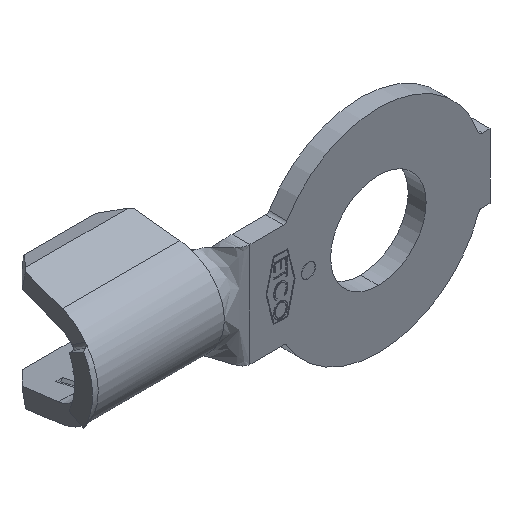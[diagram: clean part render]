
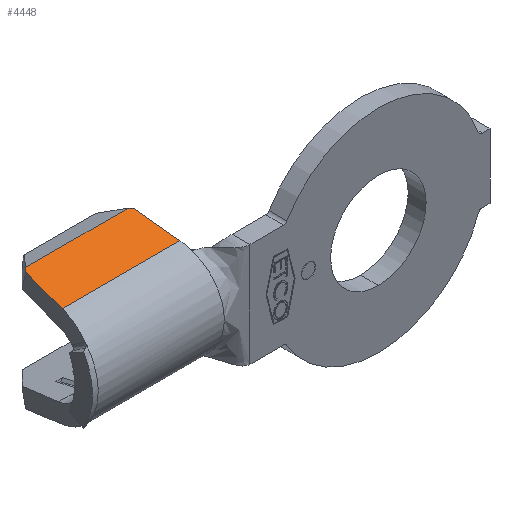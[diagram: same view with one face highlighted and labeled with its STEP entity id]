
A CAD part, isometric view. The second image highlights one B-rep face of the part: STEP entity #4448.
In plain terms, the highlighted planar face has unit normal (0, -0.219, 0.976).
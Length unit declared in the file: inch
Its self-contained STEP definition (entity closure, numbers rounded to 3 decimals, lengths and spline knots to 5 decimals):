
#84 = EDGE_CURVE ( 'NONE', #2111, #1130, #311, .T. ) ;
#125 = VECTOR ( 'NONE', #5981, 39.37008 ) ;
#150 = EDGE_CURVE ( 'NONE', #2111, #1632, #2832, .T. ) ;
#311 = LINE ( 'NONE', #4119, #5558 ) ;
#325 = VERTEX_POINT ( 'NONE', #1381 ) ;
#562 = LINE ( 'NONE', #6111, #4364 ) ;
#575 = ORIENTED_EDGE ( 'NONE', *, *, #5584, .T. ) ;
#701 = ORIENTED_EDGE ( 'NONE', *, *, #950, .T. ) ;
#786 = DIRECTION ( 'NONE',  ( -0.707, -0.69, -0.155 ) ) ;
#917 = VECTOR ( 'NONE', #5249, 39.37008 ) ;
#950 = EDGE_CURVE ( 'NONE', #4445, #3456, #6523, .T. ) ;
#987 = EDGE_LOOP ( 'NONE', ( #5903, #2571, #5678, #701, #5564, #575 ) ) ;
#1130 = VERTEX_POINT ( 'NONE', #5014 ) ;
#1381 = CARTESIAN_POINT ( 'NONE',  ( -0.49445, 0.07188, 0.08977 ) ) ;
#1632 = VERTEX_POINT ( 'NONE', #2764 ) ;
#1700 = DIRECTION ( 'NONE',  ( 1., 0., 0. ) ) ;
#1891 = DIRECTION ( 'NONE',  ( -0.707, 0.69, 0.155 ) ) ;
#2111 = VERTEX_POINT ( 'NONE', #3708 ) ;
#2571 = ORIENTED_EDGE ( 'NONE', *, *, #84, .T. ) ;
#2581 = CARTESIAN_POINT ( 'NONE',  ( -0.502, 0.15096, 0.1075 ) ) ;
#2630 = CARTESIAN_POINT ( 'NONE',  ( -0.502, 0.07188, 0.08977 ) ) ;
#2764 = CARTESIAN_POINT ( 'NONE',  ( -0.28355, 0.07188, 0.08977 ) ) ;
#2832 = LINE ( 'NONE', #5745, #6532 ) ;
#2896 = CARTESIAN_POINT ( 'NONE',  ( -0.53203, 0.10118, 0.09634 ) ) ;
#3118 = DIRECTION ( 'NONE',  ( 0., -0.976, -0.219 ) ) ;
#3278 = CARTESIAN_POINT ( 'NONE',  ( -0.48672, 0.14538, 0.10625 ) ) ;
#3456 = VERTEX_POINT ( 'NONE', #3278 ) ;
#3578 = AXIS2_PLACEMENT_3D ( 'NONE', #2630, #6024, #3118 ) ;
#3650 = LINE ( 'NONE', #5752, #917 ) ;
#3708 = CARTESIAN_POINT ( 'NONE',  ( -0.29128, 0.14538, 0.10625 ) ) ;
#4119 = CARTESIAN_POINT ( 'NONE',  ( -0.359, 0.21145, 0.12106 ) ) ;
#4124 = VECTOR ( 'NONE', #786, 39.37008 ) ;
#4359 = LINE ( 'NONE', #2581, #125 ) ;
#4364 = VECTOR ( 'NONE', #1700, 39.37008 ) ;
#4445 = VERTEX_POINT ( 'NONE', #5013 ) ;
#4448 = ADVANCED_FACE ( 'NONE', ( #5643 ), #5530, .T. ) ;
#5013 = CARTESIAN_POINT ( 'NONE',  ( -0.481, 0.15096, 0.1075 ) ) ;
#5014 = CARTESIAN_POINT ( 'NONE',  ( -0.297, 0.15096, 0.1075 ) ) ;
#5249 = DIRECTION ( 'NONE',  ( 0.102, 0.971, 0.218 ) ) ;
#5530 = PLANE ( 'NONE',  #3578 ) ;
#5558 = VECTOR ( 'NONE', #1891, 39.37008 ) ;
#5564 = ORIENTED_EDGE ( 'NONE', *, *, #6033, .F. ) ;
#5584 = EDGE_CURVE ( 'NONE', #325, #1632, #562, .T. ) ;
#5643 = FACE_OUTER_BOUND ( 'NONE', #987, .T. ) ;
#5678 = ORIENTED_EDGE ( 'NONE', *, *, #6222, .F. ) ;
#5745 = CARTESIAN_POINT ( 'NONE',  ( -0.28583, 0.09351, 0.09462 ) ) ;
#5752 = CARTESIAN_POINT ( 'NONE',  ( -0.49452, 0.07113, 0.0896 ) ) ;
#5860 = DIRECTION ( 'NONE',  ( 0.102, -0.971, -0.218 ) ) ;
#5903 = ORIENTED_EDGE ( 'NONE', *, *, #150, .F. ) ;
#5981 = DIRECTION ( 'NONE',  ( 1., 0., 0. ) ) ;
#6024 = DIRECTION ( 'NONE',  ( 0., -0.219, 0.976 ) ) ;
#6033 = EDGE_CURVE ( 'NONE', #325, #3456, #3650, .T. ) ;
#6111 = CARTESIAN_POINT ( 'NONE',  ( -0.502, 0.07188, 0.08977 ) ) ;
#6222 = EDGE_CURVE ( 'NONE', #4445, #1130, #4359, .T. ) ;
#6523 = LINE ( 'NONE', #2896, #4124 ) ;
#6532 = VECTOR ( 'NONE', #5860, 39.37008 ) ;
